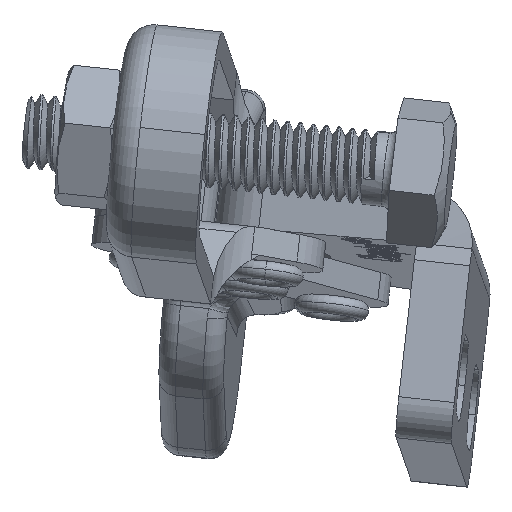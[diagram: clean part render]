
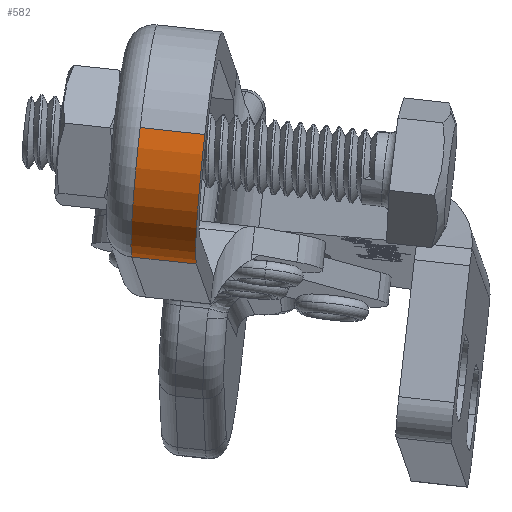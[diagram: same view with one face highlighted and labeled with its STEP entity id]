
A CAD part, left-side view. The second image highlights one B-rep face of the part: STEP entity #582.
In plain terms, the highlighted cylindrical face has radius 6.3 mm (diameter 12.6 mm), a partial arc.
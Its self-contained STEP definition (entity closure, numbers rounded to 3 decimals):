
#582 = ADVANCED_FACE ( 'NONE', ( #13207 ), #19217, .T. ) ;
#2795 = CARTESIAN_POINT ( 'NONE',  ( -7.3, 0., 12.5 ) ) ;
#3367 = CARTESIAN_POINT ( 'NONE',  ( -1., 0., 12.5 ) ) ;
#4336 = CIRCLE ( 'NONE', #29840, 6.3 ) ;
#5481 = VERTEX_POINT ( 'NONE', #23559 ) ;
#6618 = ORIENTED_EDGE ( 'NONE', *, *, #21061, .F. ) ;
#7079 = VECTOR ( 'NONE', #32444, 1000. ) ;
#7906 = LINE ( 'NONE', #17012, #7079 ) ;
#8320 = DIRECTION ( 'NONE',  ( 0., 0., -1. ) ) ;
#9791 = ORIENTED_EDGE ( 'NONE', *, *, #13959, .T. ) ;
#10922 = VECTOR ( 'NONE', #20794, 1000. ) ;
#11004 = CARTESIAN_POINT ( 'NONE',  ( -1., 0., 8.9 ) ) ;
#11244 = CARTESIAN_POINT ( 'NONE',  ( -1., 0., 5.4 ) ) ;
#11484 = VERTEX_POINT ( 'NONE', #28786 ) ;
#13207 = FACE_OUTER_BOUND ( 'NONE', #16679, .T. ) ;
#13620 = DIRECTION ( 'NONE',  ( 1., 0., 0. ) ) ;
#13841 = DIRECTION ( 'NONE',  ( 1., 0., 0. ) ) ;
#13959 = EDGE_CURVE ( 'NONE', #11484, #19306, #4336, .T. ) ;
#14570 = CARTESIAN_POINT ( 'NONE',  ( -1., 6.3, 8.9 ) ) ;
#16679 = EDGE_LOOP ( 'NONE', ( #6618, #27057, #27206, #9791 ) ) ;
#17012 = CARTESIAN_POINT ( 'NONE',  ( -1., 6.3, 12.5 ) ) ;
#17146 = EDGE_CURVE ( 'NONE', #18959, #5481, #18757, .T. ) ;
#18757 = CIRCLE ( 'NONE', #22977, 6.3 ) ;
#18787 = DIRECTION ( 'NONE',  ( -1., 0., 0. ) ) ;
#18814 = AXIS2_PLACEMENT_3D ( 'NONE', #3367, #8320, #18787 ) ;
#18959 = VERTEX_POINT ( 'NONE', #14570 ) ;
#19217 = CYLINDRICAL_SURFACE ( 'NONE', #18814, 6.3 ) ;
#19306 = VERTEX_POINT ( 'NONE', #29750 ) ;
#20794 = DIRECTION ( 'NONE',  ( 0., 0., -1. ) ) ;
#21061 = EDGE_CURVE ( 'NONE', #5481, #19306, #23825, .T. ) ;
#22977 = AXIS2_PLACEMENT_3D ( 'NONE', #11004, #29034, #13620 ) ;
#23559 = CARTESIAN_POINT ( 'NONE',  ( -7.3, 0., 8.9 ) ) ;
#23825 = LINE ( 'NONE', #2795, #10922 ) ;
#26421 = EDGE_CURVE ( 'NONE', #18959, #11484, #7906, .T. ) ;
#27057 = ORIENTED_EDGE ( 'NONE', *, *, #17146, .F. ) ;
#27206 = ORIENTED_EDGE ( 'NONE', *, *, #26421, .T. ) ;
#28786 = CARTESIAN_POINT ( 'NONE',  ( -1., 6.3, 5.4 ) ) ;
#29034 = DIRECTION ( 'NONE',  ( 0., 0., 1. ) ) ;
#29276 = DIRECTION ( 'NONE',  ( 0., 0., 1. ) ) ;
#29750 = CARTESIAN_POINT ( 'NONE',  ( -7.3, 0., 5.4 ) ) ;
#29840 = AXIS2_PLACEMENT_3D ( 'NONE', #11244, #29276, #13841 ) ;
#32444 = DIRECTION ( 'NONE',  ( 0., 0., -1. ) ) ;
